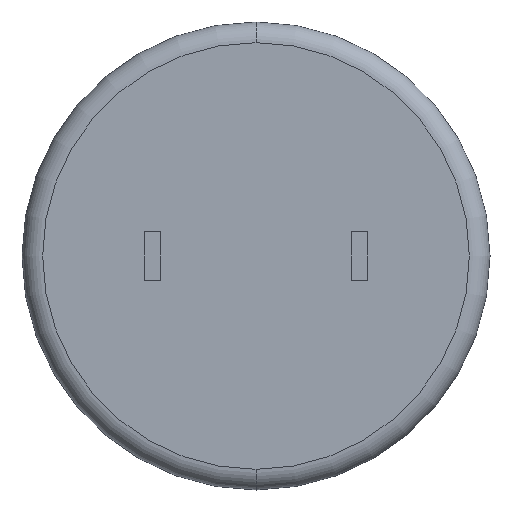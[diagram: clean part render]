
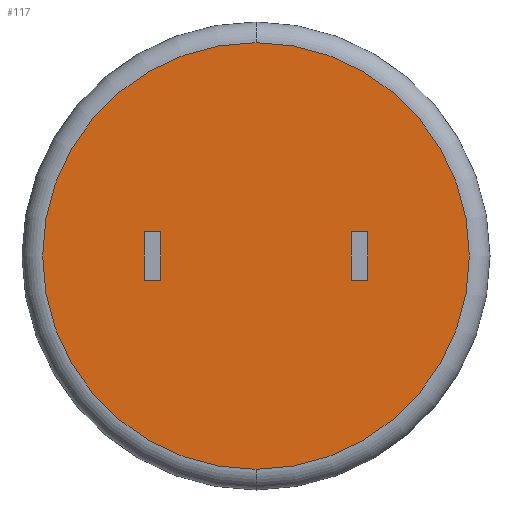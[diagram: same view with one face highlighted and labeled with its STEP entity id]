
A CAD part, front view. The second image highlights one B-rep face of the part: STEP entity #117.
In plain terms, the highlighted planar face has unit normal (0, -1, 0).
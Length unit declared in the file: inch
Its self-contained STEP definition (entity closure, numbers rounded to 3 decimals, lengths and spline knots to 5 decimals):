
#16 = AXIS2_PLACEMENT_3D ( 'NONE', #563, #435, #476 ) ;
#20 = CARTESIAN_POINT ( 'NONE',  ( 0.09213, 0., 0.02362 ) ) ;
#31 = ORIENTED_EDGE ( 'NONE', *, *, #63, .F. ) ;
#63 = EDGE_CURVE ( 'NONE', #606, #465, #300, .T. ) ;
#77 = EDGE_CURVE ( 'NONE', #591, #382, #145, .T. ) ;
#81 = ORIENTED_EDGE ( 'NONE', *, *, #253, .F. ) ;
#97 = VECTOR ( 'NONE', #255, 39.37008 ) ;
#117 = ADVANCED_FACE ( 'NONE', ( #550, #450, #431 ), #425, .F. ) ;
#138 = CARTESIAN_POINT ( 'NONE',  ( -0.10787, 0., 0.02362 ) ) ;
#141 = DIRECTION ( 'NONE',  ( 0., 0., -1. ) ) ;
#142 = LINE ( 'NONE', #424, #508 ) ;
#145 = CIRCLE ( 'NONE', #340, 0.20638 ) ;
#151 = LINE ( 'NONE', #520, #314 ) ;
#160 = ORIENTED_EDGE ( 'NONE', *, *, #548, .F. ) ;
#167 = AXIS2_PLACEMENT_3D ( 'NONE', #223, #597, #276 ) ;
#171 = ORIENTED_EDGE ( 'NONE', *, *, #343, .T. ) ;
#176 = VECTOR ( 'NONE', #498, 39.37008 ) ;
#181 = VECTOR ( 'NONE', #529, 39.37008 ) ;
#196 = DIRECTION ( 'NONE',  ( 0., -1., 0. ) ) ;
#197 = CARTESIAN_POINT ( 'NONE',  ( -0.09213, 0., 0.02362 ) ) ;
#201 = LINE ( 'NONE', #564, #181 ) ;
#210 = ORIENTED_EDGE ( 'NONE', *, *, #471, .F. ) ;
#219 = EDGE_LOOP ( 'NONE', ( #446, #160, #267, #553 ) ) ;
#223 = CARTESIAN_POINT ( 'NONE',  ( 0., 0., 0. ) ) ;
#224 = VECTOR ( 'NONE', #427, 39.37008 ) ;
#246 = CARTESIAN_POINT ( 'NONE',  ( 0., 0., 0.20638 ) ) ;
#253 = EDGE_CURVE ( 'NONE', #262, #606, #460, .T. ) ;
#255 = DIRECTION ( 'NONE',  ( 0., 0., 1. ) ) ;
#260 = CARTESIAN_POINT ( 'NONE',  ( -0.09213, 0., -0.02362 ) ) ;
#262 = VERTEX_POINT ( 'NONE', #260 ) ;
#264 = CIRCLE ( 'NONE', #167, 0.20638 ) ;
#267 = ORIENTED_EDGE ( 'NONE', *, *, #503, .F. ) ;
#276 = DIRECTION ( 'NONE',  ( 0., 0., 1. ) ) ;
#278 = CARTESIAN_POINT ( 'NONE',  ( 0.09213, 0., -0.02362 ) ) ;
#285 = VERTEX_POINT ( 'NONE', #20 ) ;
#290 = CARTESIAN_POINT ( 'NONE',  ( -0.09213, 0., -0.02362 ) ) ;
#300 = LINE ( 'NONE', #581, #176 ) ;
#301 = CARTESIAN_POINT ( 'NONE',  ( -0.09213, 0., -0.02362 ) ) ;
#311 = EDGE_LOOP ( 'NONE', ( #171, #412 ) ) ;
#313 = EDGE_CURVE ( 'NONE', #559, #285, #479, .T. ) ;
#314 = VECTOR ( 'NONE', #141, 39.37008 ) ;
#322 = VERTEX_POINT ( 'NONE', #375 ) ;
#326 = DIRECTION ( 'NONE',  ( -1., 0., 0. ) ) ;
#330 = CARTESIAN_POINT ( 'NONE',  ( 0.09213, 0., -0.02362 ) ) ;
#332 = LINE ( 'NONE', #290, #348 ) ;
#340 = AXIS2_PLACEMENT_3D ( 'NONE', #380, #196, #570 ) ;
#343 = EDGE_CURVE ( 'NONE', #382, #591, #264, .T. ) ;
#348 = VECTOR ( 'NONE', #403, 39.37008 ) ;
#349 = ORIENTED_EDGE ( 'NONE', *, *, #386, .F. ) ;
#373 = CARTESIAN_POINT ( 'NONE',  ( 0.10787, 0., 0.02362 ) ) ;
#375 = CARTESIAN_POINT ( 'NONE',  ( 0.10787, 0., -0.02362 ) ) ;
#378 = DIRECTION ( 'NONE',  ( 1., 0., 0. ) ) ;
#380 = CARTESIAN_POINT ( 'NONE',  ( 0., 0., 0. ) ) ;
#382 = VERTEX_POINT ( 'NONE', #246 ) ;
#386 = EDGE_CURVE ( 'NONE', #468, #262, #332, .T. ) ;
#403 = DIRECTION ( 'NONE',  ( 1., 0., 0. ) ) ;
#412 = ORIENTED_EDGE ( 'NONE', *, *, #77, .T. ) ;
#417 = CARTESIAN_POINT ( 'NONE',  ( -0.10787, 0., -0.02362 ) ) ;
#424 = CARTESIAN_POINT ( 'NONE',  ( 0.09213, 0., -0.02362 ) ) ;
#425 = PLANE ( 'NONE',  #16 ) ;
#427 = DIRECTION ( 'NONE',  ( 0., 0., -1. ) ) ;
#431 = FACE_BOUND ( 'NONE', #549, .T. ) ;
#435 = DIRECTION ( 'NONE',  ( 0., 1., 0. ) ) ;
#446 = ORIENTED_EDGE ( 'NONE', *, *, #592, .F. ) ;
#450 = FACE_BOUND ( 'NONE', #219, .T. ) ;
#460 = LINE ( 'NONE', #301, #97 ) ;
#465 = VERTEX_POINT ( 'NONE', #138 ) ;
#468 = VERTEX_POINT ( 'NONE', #417 ) ;
#471 = EDGE_CURVE ( 'NONE', #465, #468, #151, .T. ) ;
#476 = DIRECTION ( 'NONE',  ( 0., 0., 1. ) ) ;
#479 = LINE ( 'NONE', #518, #565 ) ;
#498 = DIRECTION ( 'NONE',  ( -1., 0., 0. ) ) ;
#503 = EDGE_CURVE ( 'NONE', #285, #583, #598, .T. ) ;
#508 = VECTOR ( 'NONE', #378, 39.37008 ) ;
#518 = CARTESIAN_POINT ( 'NONE',  ( 0.09213, 0., 0.02362 ) ) ;
#520 = CARTESIAN_POINT ( 'NONE',  ( -0.10787, 0., -0.02362 ) ) ;
#529 = DIRECTION ( 'NONE',  ( 0., 0., 1. ) ) ;
#533 = CARTESIAN_POINT ( 'NONE',  ( 0., 0., -0.20638 ) ) ;
#548 = EDGE_CURVE ( 'NONE', #583, #322, #142, .T. ) ;
#549 = EDGE_LOOP ( 'NONE', ( #81, #349, #210, #31 ) ) ;
#550 = FACE_OUTER_BOUND ( 'NONE', #311, .T. ) ;
#553 = ORIENTED_EDGE ( 'NONE', *, *, #313, .F. ) ;
#559 = VERTEX_POINT ( 'NONE', #373 ) ;
#563 = CARTESIAN_POINT ( 'NONE',  ( 0., 0., 0. ) ) ;
#564 = CARTESIAN_POINT ( 'NONE',  ( 0.10787, 0., -0.02362 ) ) ;
#565 = VECTOR ( 'NONE', #326, 39.37008 ) ;
#570 = DIRECTION ( 'NONE',  ( 0., 0., 1. ) ) ;
#581 = CARTESIAN_POINT ( 'NONE',  ( -0.09213, 0., 0.02362 ) ) ;
#583 = VERTEX_POINT ( 'NONE', #330 ) ;
#591 = VERTEX_POINT ( 'NONE', #533 ) ;
#592 = EDGE_CURVE ( 'NONE', #322, #559, #201, .T. ) ;
#597 = DIRECTION ( 'NONE',  ( 0., -1., 0. ) ) ;
#598 = LINE ( 'NONE', #278, #224 ) ;
#606 = VERTEX_POINT ( 'NONE', #197 ) ;
